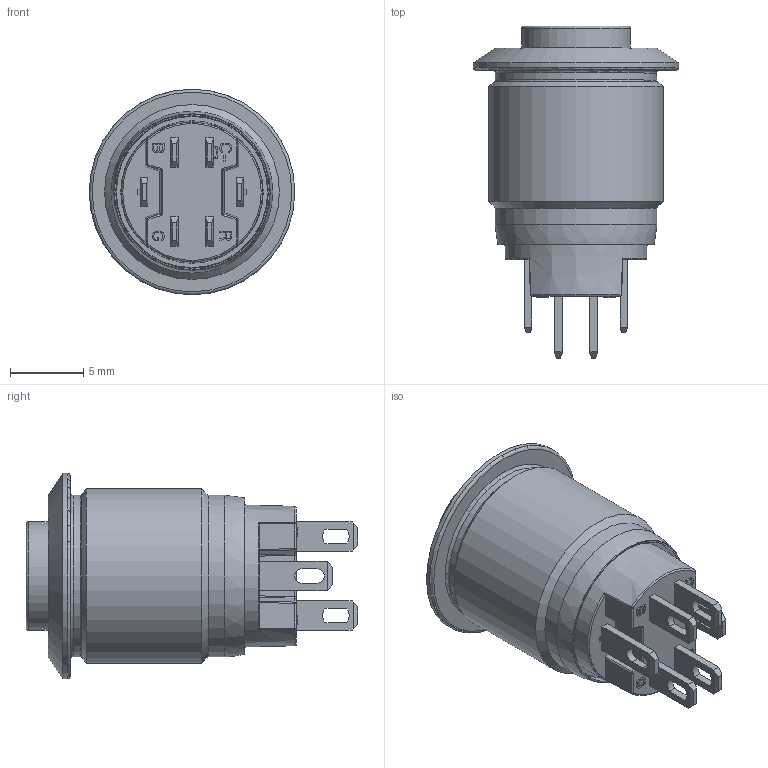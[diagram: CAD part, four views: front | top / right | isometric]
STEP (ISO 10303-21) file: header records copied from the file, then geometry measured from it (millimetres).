
FILE_DESCRIPTION(/* description */ ('PV0 RGB SWITCH'),/* implementation_level */ '2;1');
FILE_NAME(/* name */ 'PV0H240SS-3R1.stp',/* time_stamp */ '2024-05-21T09:54:14-05:00',/* author */ ('mwilliams'),/* organization */ (''),/* preprocessor_version */ 'ST-DEVELOPER v18.1',/* originating_system */ 'Autodesk Inventor 2022',/* authorisation */ '');
FILE_SCHEMA (('AUTOMOTIVE_DESIGN { 1 0 10303 214 3 1 1 }'));
Length unit declared in the file: millimetre
Products named in the file (1): PV0H240SS-3R1
Bounding box: 14 x 22.6 x 14 mm (x, y, z)
Volume: 1664.9 mm3; surface area: 1685.6 mm2
Topology: 1 solids, 7 shells, 569 faces, 1572 edges, 1000 vertices
Faces by surface type: plane 452, cylinder 85, torus 12, sphere 9, cone 7, bspline 4
Full cylindrical faces by diameter (mm): 1 x4, 7.35 x1, 7.4 x2, 9 x1, 9.1 x1, 10.3 x1, 10.4 x1, 11 x2, 11.9 x1, 14 x1
Entity records: 18707 total; most frequent: CARTESIAN_POINT 3402, ORIENTED_EDGE 3144, DIRECTION 2945, EDGE_CURVE 1572, LINE 1291, VECTOR 1291, VERTEX_POINT 1000, AXIS2_PLACEMENT_3D 827
